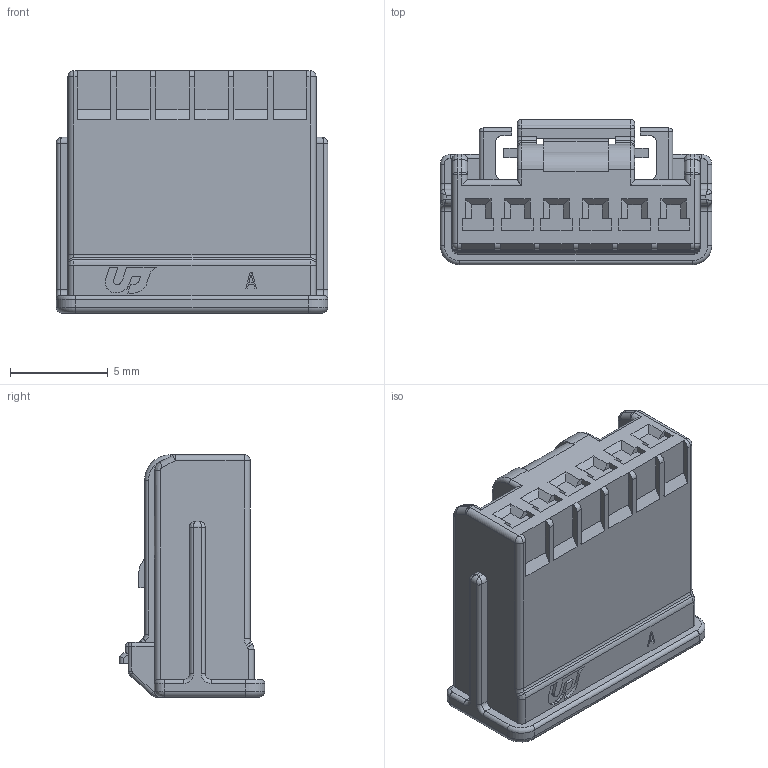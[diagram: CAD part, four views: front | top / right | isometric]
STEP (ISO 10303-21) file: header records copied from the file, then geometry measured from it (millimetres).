
FILE_DESCRIPTION((''),'2;1');
FILE_NAME('020_6F_HSG_CUSTOMER','2017-04-13T',('parkkh'),(''),'CREO PARAMETRIC BY PTC INC, 2015290','CREO PARAMETRIC BY PTC INC, 2015290','');
FILE_SCHEMA(('CONFIG_CONTROL_DESIGN'));
Length unit declared in the file: millimetre
Products named in the file (1): 020_6F_HSG_CUSTOMER
Bounding box: 13.9 x 7.45 x 12.4 mm (x, y, z)
Volume: 664.9 mm3; surface area: 829 mm2
Topology: 1 solids, 1 shells, 502 faces, 1322 edges, 828 vertices
Faces by surface type: plane 312, cylinder 139, torus 25, bspline 16, sphere 10
Entity records: 15647 total; most frequent: CARTESIAN_POINT 3196, ORIENTED_EDGE 2624, DIRECTION 2533, EDGE_CURVE 1312, VECTOR 1003, LINE 1003, VERTEX_POINT 828, AXIS2_PLACEMENT_3D 765
